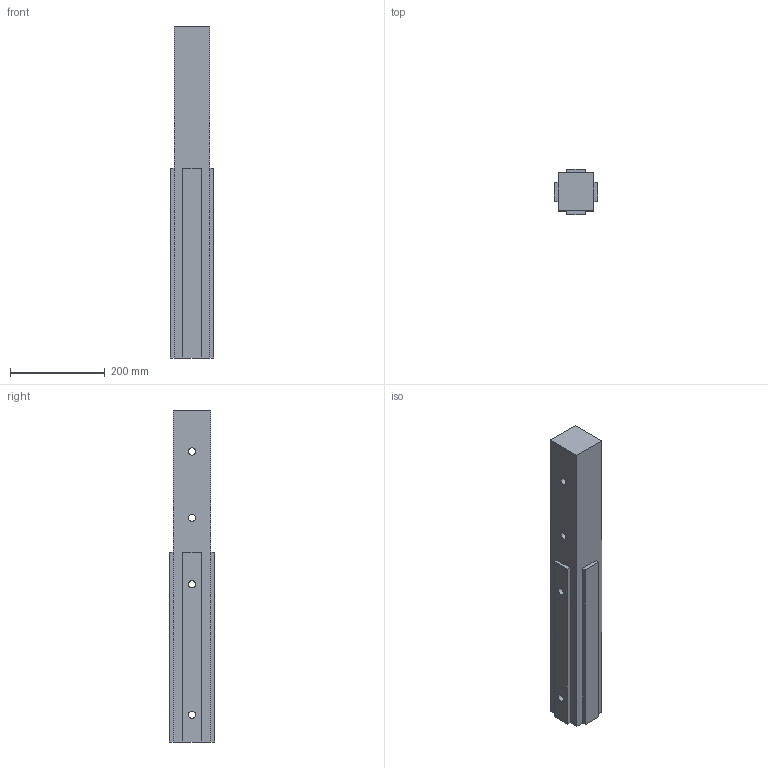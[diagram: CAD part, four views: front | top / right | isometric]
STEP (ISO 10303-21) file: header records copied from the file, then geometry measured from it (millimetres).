
FILE_DESCRIPTION(/* description */ (''),/* implementation_level */ '2;1');
FILE_NAME(/* name */ 'chasis extension.stp',/* time_stamp */ '2019-07-31T11:03:38+07:00',/* author */ ('BARLY'),/* organization */ (''),/* preprocessor_version */ 'ST-DEVELOPER v18',/* originating_system */ 'Autodesk Inventor 2020',/* authorisation */ '');
FILE_SCHEMA (('AUTOMOTIVE_DESIGN { 1 0 10303 214 3 1 1 }'));
Length unit declared in the file: millimetre
Products named in the file (1): chasis extension
Bounding box: 91 x 96 x 700 mm (x, y, z)
Volume: 4653330.8 mm3; surface area: 271391.4 mm2
Topology: 1 solids, 1 shells, 26 faces, 78 edges, 54 vertices
Faces by surface type: plane 22, cylinder 4
Full cylindrical faces by diameter (mm): 15 x4
Entity records: 941 total; most frequent: CARTESIAN_POINT 159, ORIENTED_EDGE 156, DIRECTION 146, EDGE_CURVE 78, LINE 64, VECTOR 64, VERTEX_POINT 54, AXIS2_PLACEMENT_3D 41
